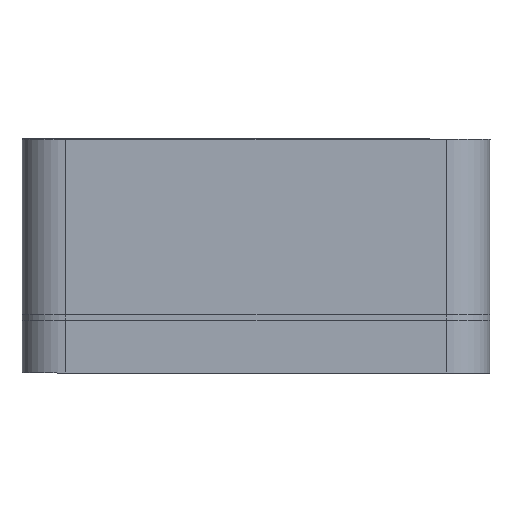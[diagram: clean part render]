
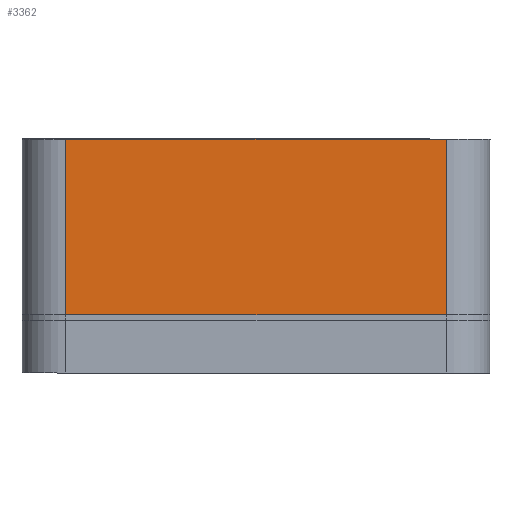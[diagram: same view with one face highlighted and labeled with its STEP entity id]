
A CAD part, left-side view. The second image highlights one B-rep face of the part: STEP entity #3362.
In plain terms, the highlighted face is planar.
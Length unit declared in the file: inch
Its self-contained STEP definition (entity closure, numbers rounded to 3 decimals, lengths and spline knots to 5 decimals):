
#75 = PLANE ( 'NONE',  #1706 ) ;
#110 = LINE ( 'NONE', #4138, #5152 ) ;
#163 = VECTOR ( 'NONE', #785, 39.37008 ) ;
#300 = ORIENTED_EDGE ( 'NONE', *, *, #5071, .F. ) ;
#582 = ORIENTED_EDGE ( 'NONE', *, *, #815, .T. ) ;
#673 = ORIENTED_EDGE ( 'NONE', *, *, #1656, .F. ) ;
#699 = ORIENTED_EDGE ( 'NONE', *, *, #3240, .T. ) ;
#741 = VERTEX_POINT ( 'NONE', #1765 ) ;
#785 = DIRECTION ( 'NONE',  ( -1., 0., 0. ) ) ;
#792 = DIRECTION ( 'NONE',  ( 0., 1., 0. ) ) ;
#815 = EDGE_CURVE ( 'NONE', #1464, #741, #4080, .T. ) ;
#1112 = VERTEX_POINT ( 'NONE', #1478 ) ;
#1464 = VERTEX_POINT ( 'NONE', #1542 ) ;
#1478 = CARTESIAN_POINT ( 'NONE',  ( -2.85433, 3.30709, 0. ) ) ;
#1542 = CARTESIAN_POINT ( 'NONE',  ( -0.29528, 3.30709, 0. ) ) ;
#1569 = LINE ( 'NONE', #5116, #163 ) ;
#1656 = EDGE_CURVE ( 'NONE', #1112, #4705, #110, .T. ) ;
#1706 = AXIS2_PLACEMENT_3D ( 'NONE', #4389, #792, #3164 ) ;
#1765 = CARTESIAN_POINT ( 'NONE',  ( -0.29528, 3.30709, -1.1811 ) ) ;
#1948 = CARTESIAN_POINT ( 'NONE',  ( -0.29528, 3.30709, -1.1811 ) ) ;
#2164 = CARTESIAN_POINT ( 'NONE',  ( -0.29528, 3.30709, 0. ) ) ;
#2273 = LINE ( 'NONE', #1948, #2729 ) ;
#2729 = VECTOR ( 'NONE', #3871, 39.37008 ) ;
#3164 = DIRECTION ( 'NONE',  ( 0., 0., -1. ) ) ;
#3240 = EDGE_CURVE ( 'NONE', #741, #4705, #2273, .T. ) ;
#3362 = ADVANCED_FACE ( 'NONE', ( #3627 ), #75, .T. ) ;
#3627 = FACE_OUTER_BOUND ( 'NONE', #5058, .T. ) ;
#3744 = DIRECTION ( 'NONE',  ( 0., 0., -1. ) ) ;
#3871 = DIRECTION ( 'NONE',  ( -1., 0., 0. ) ) ;
#4080 = LINE ( 'NONE', #2164, #4474 ) ;
#4138 = CARTESIAN_POINT ( 'NONE',  ( -2.85433, 3.30709, 0. ) ) ;
#4389 = CARTESIAN_POINT ( 'NONE',  ( -0.29528, 3.30709, 0. ) ) ;
#4474 = VECTOR ( 'NONE', #4969, 39.37008 ) ;
#4627 = CARTESIAN_POINT ( 'NONE',  ( -2.85433, 3.30709, -1.1811 ) ) ;
#4705 = VERTEX_POINT ( 'NONE', #4627 ) ;
#4969 = DIRECTION ( 'NONE',  ( 0., 0., -1. ) ) ;
#5058 = EDGE_LOOP ( 'NONE', ( #300, #582, #699, #673 ) ) ;
#5071 = EDGE_CURVE ( 'NONE', #1464, #1112, #1569, .T. ) ;
#5116 = CARTESIAN_POINT ( 'NONE',  ( -1.5748, 3.30709, 0. ) ) ;
#5152 = VECTOR ( 'NONE', #3744, 39.37008 ) ;
